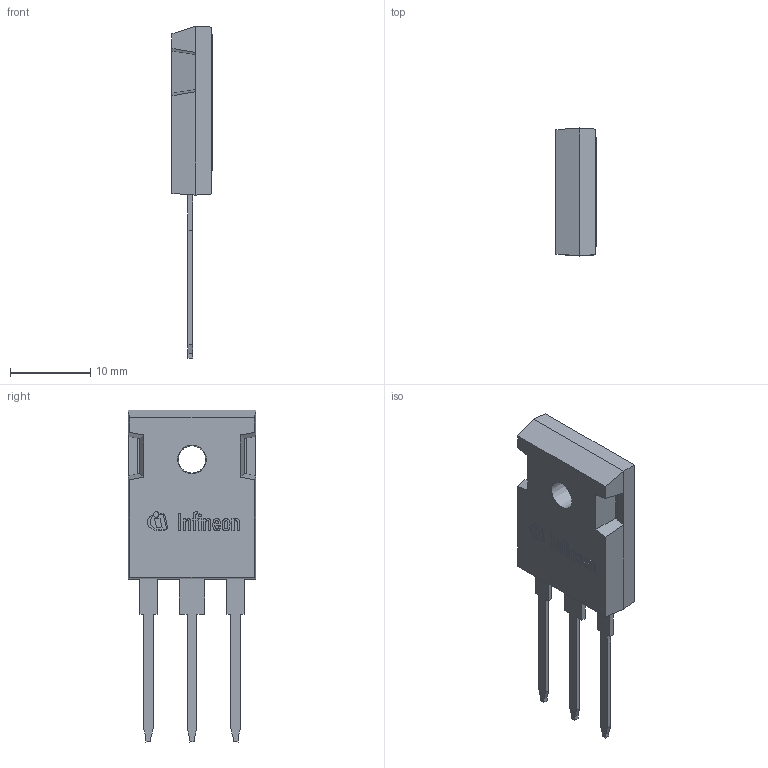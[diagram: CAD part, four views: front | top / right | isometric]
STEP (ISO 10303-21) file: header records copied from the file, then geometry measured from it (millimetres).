
FILE_DESCRIPTION(/* description */ (''),/* implementation_level */ '2;1');
FILE_NAME(/* name */ 'PG-TO247-3-44_Z8B00187884_V01_3D.stp',/* time_stamp */ '2020-03-02T13:38:03+05:00',/* author */ ('janartha'),/* organization */ (''),/* preprocessor_version */ 'ST-DEVELOPER v16.13',/* originating_system */ 'AutoCAD Mechanical',/* authorisation */ '');
FILE_SCHEMA (('AUTOMOTIVE_DESIGN { 1 0 10303 214 3 1 1 }'));
Length unit declared in the file: millimetre
Products named in the file (1): Product
Bounding box: 5.03 x 15.94 x 41.42 mm (x, y, z)
Volume: 1591.3 mm3; surface area: 2013 mm2
Topology: 17 solids, 17 shells, 213 faces, 531 edges, 350 vertices
Faces by surface type: plane 185, bspline 20, cylinder 7, cone 1
Full cylindrical faces by diameter (mm): 0.35 x1, 0.7 x1, 7.18 x1
Entity records: 6541 total; most frequent: CARTESIAN_POINT 1599, ORIENTED_EDGE 1054, DIRECTION 891, EDGE_CURVE 527, LINE 471, VECTOR 471, VERTEX_POINT 350, EDGE_LOOP 227
